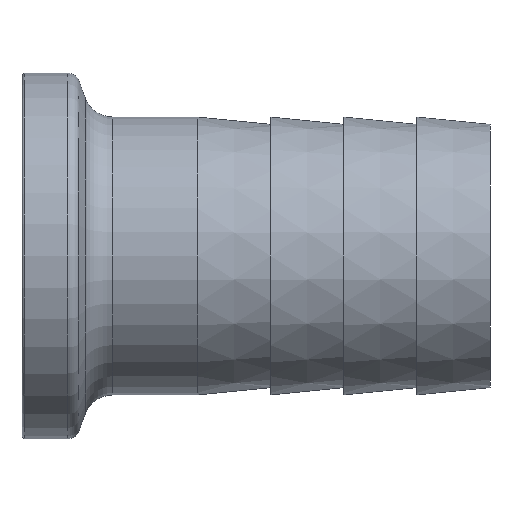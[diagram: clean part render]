
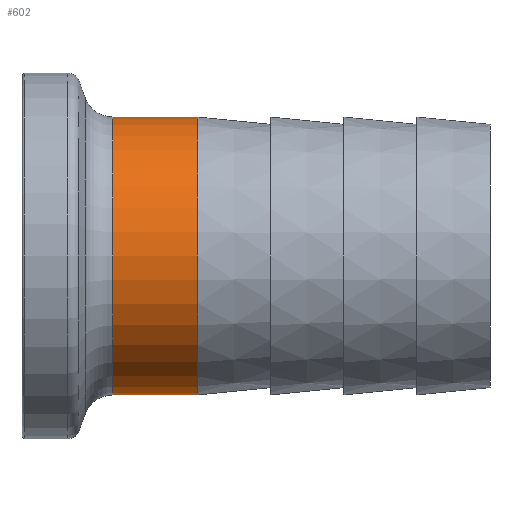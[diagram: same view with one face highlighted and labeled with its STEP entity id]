
A CAD part, front view. The second image highlights one B-rep face of the part: STEP entity #602.
In plain terms, the highlighted cylindrical face has radius 9.5 mm (diameter 19 mm), a partial arc.
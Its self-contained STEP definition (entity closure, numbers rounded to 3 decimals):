
#87 = AXIS2_PLACEMENT_3D ( 'NONE', #426, #349, #935 ) ;
#118 = DIRECTION ( 'NONE',  ( 0., 0., 1. ) ) ;
#120 = AXIS2_PLACEMENT_3D ( 'NONE', #338, #838, #758 ) ;
#121 = EDGE_LOOP ( 'NONE', ( #802, #813, #384, #1000 ) ) ;
#230 = VERTEX_POINT ( 'NONE', #389 ) ;
#238 = CIRCLE ( 'NONE', #681, 9.5 ) ;
#338 = CARTESIAN_POINT ( 'NONE',  ( 0., 0., 0. ) ) ;
#349 = DIRECTION ( 'NONE',  ( -1., 0., 0. ) ) ;
#384 = ORIENTED_EDGE ( 'NONE', *, *, #660, .T. ) ;
#389 = CARTESIAN_POINT ( 'NONE',  ( 6.192, 0., -9.5 ) ) ;
#392 = CARTESIAN_POINT ( 'NONE',  ( 0., 0., -9.5 ) ) ;
#426 = CARTESIAN_POINT ( 'NONE',  ( 6.192, 0., 0. ) ) ;
#446 = EDGE_CURVE ( 'NONE', #230, #735, #538, .T. ) ;
#494 = VECTOR ( 'NONE', #989, 1000. ) ;
#534 = CARTESIAN_POINT ( 'NONE',  ( 12., 0., 0. ) ) ;
#538 = CIRCLE ( 'NONE', #87, 9.5 ) ;
#540 = CARTESIAN_POINT ( 'NONE',  ( 12., 0., -9.5 ) ) ;
#583 = CARTESIAN_POINT ( 'NONE',  ( 0., 0., 9.5 ) ) ;
#602 = ADVANCED_FACE ( 'NONE', ( #676 ), #937, .T. ) ;
#616 = DIRECTION ( 'NONE',  ( -1., 0., 0. ) ) ;
#660 = EDGE_CURVE ( 'NONE', #1076, #735, #1016, .T. ) ;
#676 = FACE_OUTER_BOUND ( 'NONE', #121, .T. ) ;
#681 = AXIS2_PLACEMENT_3D ( 'NONE', #534, #616, #118 ) ;
#684 = DIRECTION ( 'NONE',  ( -1., 0., 0. ) ) ;
#730 = CARTESIAN_POINT ( 'NONE',  ( 12., 0., 9.5 ) ) ;
#735 = VERTEX_POINT ( 'NONE', #1034 ) ;
#758 = DIRECTION ( 'NONE',  ( 0., 0., 1. ) ) ;
#760 = VERTEX_POINT ( 'NONE', #540 ) ;
#762 = VECTOR ( 'NONE', #684, 1000. ) ;
#798 = EDGE_CURVE ( 'NONE', #760, #1076, #238, .T. ) ;
#802 = ORIENTED_EDGE ( 'NONE', *, *, #1022, .F. ) ;
#813 = ORIENTED_EDGE ( 'NONE', *, *, #798, .T. ) ;
#838 = DIRECTION ( 'NONE',  ( -1., 0., 0. ) ) ;
#935 = DIRECTION ( 'NONE',  ( 0., 0., 1. ) ) ;
#937 = CYLINDRICAL_SURFACE ( 'NONE', #120, 9.5 ) ;
#968 = LINE ( 'NONE', #392, #494 ) ;
#989 = DIRECTION ( 'NONE',  ( -1., 0., 0. ) ) ;
#1000 = ORIENTED_EDGE ( 'NONE', *, *, #446, .F. ) ;
#1016 = LINE ( 'NONE', #583, #762 ) ;
#1022 = EDGE_CURVE ( 'NONE', #760, #230, #968, .T. ) ;
#1034 = CARTESIAN_POINT ( 'NONE',  ( 6.192, 0., 9.5 ) ) ;
#1076 = VERTEX_POINT ( 'NONE', #730 ) ;
